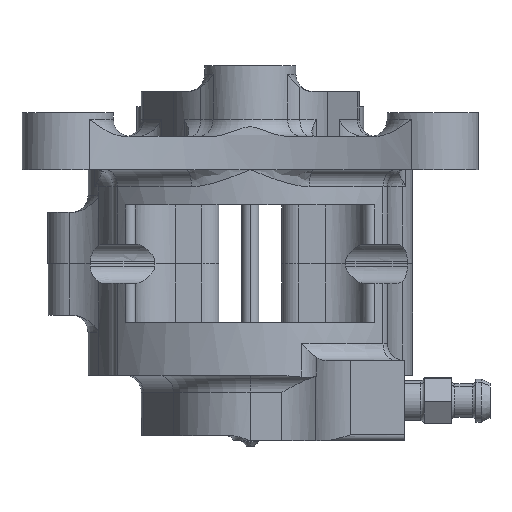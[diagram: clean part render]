
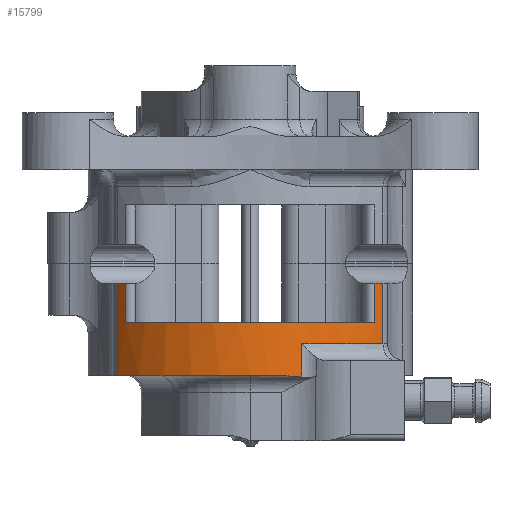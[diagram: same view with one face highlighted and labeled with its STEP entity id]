
A CAD part, front view. The second image highlights one B-rep face of the part: STEP entity #15799.
In plain terms, the highlighted cylindrical face has radius 31 mm (diameter 62 mm), a partial arc.
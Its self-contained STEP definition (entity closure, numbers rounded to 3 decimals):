
#142 = CIRCLE ( 'NONE', #18730, 31. ) ;
#221 = FACE_OUTER_BOUND ( 'NONE', #5627, .T. ) ;
#222 = CYLINDRICAL_SURFACE ( 'NONE', #18769, 31. ) ;
#1424 = LINE ( 'NONE', #10801, #1426 ) ;
#1426 = VECTOR ( 'NONE', #10802, 1000. ) ;
#1427 = LINE ( 'NONE', #10806, #1429 ) ;
#1428 = CIRCLE ( 'NONE', #19056, 31. ) ;
#1429 = VECTOR ( 'NONE', #10807, 1000. ) ;
#1430 = LINE ( 'NONE', #10811, #1432 ) ;
#1431 = CIRCLE ( 'NONE', #19057, 31. ) ;
#1432 = VECTOR ( 'NONE', #10812, 1000. ) ;
#1433 = LINE ( 'NONE', #10813, #1434 ) ;
#1434 = VECTOR ( 'NONE', #10814, 1000. ) ;
#1435 = LINE ( 'NONE', #10818, #1437 ) ;
#1436 = CIRCLE ( 'NONE', #19058, 31. ) ;
#1437 = VECTOR ( 'NONE', #10819, 1000. ) ;
#1439 = CIRCLE ( 'NONE', #19059, 31. ) ;
#4487 = DIRECTION ( 'NONE',  ( -1., 0., 0. ) ) ;
#4488 = CARTESIAN_POINT ( 'NONE',  ( 0., 13.5, 19.55 ) ) ;
#4489 = DIRECTION ( 'NONE',  ( 0., 0., -1. ) ) ;
#5627 = EDGE_LOOP ( 'NONE', ( #14583, #14585, #14584, #14554, #14553, #14551, #14552, #14548, #14547, #14544, #14542 ) ) ;
#10791 = CARTESIAN_POINT ( 'NONE',  ( 0., -17.5, 19.55 ) ) ;
#10792 = CARTESIAN_POINT ( 'NONE',  ( -0.765, -17.5, 19.55 ) ) ;
#10793 = CARTESIAN_POINT ( 'NONE',  ( -1.528, -17.472, 19.55 ) ) ;
#10794 = CARTESIAN_POINT ( 'NONE',  ( -3.047, -17.359, 19.553 ) ) ;
#10795 = CARTESIAN_POINT ( 'NONE',  ( -3.804, -17.275, 19.556 ) ) ;
#10796 = CARTESIAN_POINT ( 'NONE',  ( -5.313, -17.051, 19.582 ) ) ;
#10797 = CARTESIAN_POINT ( 'NONE',  ( -6.066, -16.91, 19.603 ) ) ;
#10798 = CARTESIAN_POINT ( 'NONE',  ( -7.553, -16.575, 19.691 ) ) ;
#10799 = CARTESIAN_POINT ( 'NONE',  ( -8.287, -16.381, 19.756 ) ) ;
#10800 = CARTESIAN_POINT ( 'NONE',  ( -9.008, -16.162, 19.865 ) ) ;
#10801 = CARTESIAN_POINT ( 'NONE',  ( -9.008, -16.162, 19.55 ) ) ;
#10802 = DIRECTION ( 'NONE',  ( 0., 0., -1. ) ) ;
#10803 = CARTESIAN_POINT ( 'NONE',  ( 0., 13.5, 13.98 ) ) ;
#10804 = DIRECTION ( 'NONE',  ( 0., 0., -1. ) ) ;
#10805 = DIRECTION ( 'NONE',  ( -1., 0., 0. ) ) ;
#10806 = CARTESIAN_POINT ( 'NONE',  ( -23.25, -7.005, 19.55 ) ) ;
#10807 = DIRECTION ( 'NONE',  ( 0., 0., -1. ) ) ;
#10808 = CARTESIAN_POINT ( 'NONE',  ( 0., 13.5, 3.4 ) ) ;
#10809 = DIRECTION ( 'NONE',  ( 0., 0., 1. ) ) ;
#10810 = DIRECTION ( 'NONE',  ( 1., 0., 0. ) ) ;
#10811 = CARTESIAN_POINT ( 'NONE',  ( -21.834, -8.506, 19.55 ) ) ;
#10812 = DIRECTION ( 'NONE',  ( 0., 0., 1. ) ) ;
#10813 = CARTESIAN_POINT ( 'NONE',  ( 21.834, -8.506, 19.55 ) ) ;
#10814 = DIRECTION ( 'NONE',  ( 0., 0., -1. ) ) ;
#10815 = CARTESIAN_POINT ( 'NONE',  ( 0., 13.5, 3.4 ) ) ;
#10816 = DIRECTION ( 'NONE',  ( 0., 0., 1. ) ) ;
#10817 = DIRECTION ( 'NONE',  ( 1., 0., 0. ) ) ;
#10818 = CARTESIAN_POINT ( 'NONE',  ( 23.25, -7.005, 19.55 ) ) ;
#10819 = DIRECTION ( 'NONE',  ( 0., 0., -1. ) ) ;
#10820 = CARTESIAN_POINT ( 'NONE',  ( 0., 13.5, 19.55 ) ) ;
#10821 = DIRECTION ( 'NONE',  ( 0., 0., 1. ) ) ;
#10822 = DIRECTION ( 'NONE',  ( 1., 0., 0. ) ) ;
#12629 = VERTEX_POINT ( 'NONE', #12968 ) ;
#12634 = VERTEX_POINT ( 'NONE', #12963 ) ;
#12635 = VERTEX_POINT ( 'NONE', #12962 ) ;
#12659 = VERTEX_POINT ( 'NONE', #12938 ) ;
#12676 = VERTEX_POINT ( 'NONE', #12921 ) ;
#12681 = VERTEX_POINT ( 'NONE', #12916 ) ;
#12683 = VERTEX_POINT ( 'NONE', #12914 ) ;
#12684 = VERTEX_POINT ( 'NONE', #12913 ) ;
#12686 = VERTEX_POINT ( 'NONE', #12911 ) ;
#12911 = CARTESIAN_POINT ( 'NONE',  ( -9.008, -16.162, 13.98 ) ) ;
#12913 = CARTESIAN_POINT ( 'NONE',  ( -21.834, -8.506, 3.4 ) ) ;
#12914 = CARTESIAN_POINT ( 'NONE',  ( 23.25, -7.005, 3.4 ) ) ;
#12916 = CARTESIAN_POINT ( 'NONE',  ( -9.008, -16.162, 19.865 ) ) ;
#12921 = CARTESIAN_POINT ( 'NONE',  ( -23.25, -7.005, 3.4 ) ) ;
#12938 = CARTESIAN_POINT ( 'NONE',  ( 21.834, -8.506, 3.4 ) ) ;
#12962 = CARTESIAN_POINT ( 'NONE',  ( 0., -17.5, 19.55 ) ) ;
#12963 = CARTESIAN_POINT ( 'NONE',  ( 23.25, -7.005, 19.55 ) ) ;
#12968 = CARTESIAN_POINT ( 'NONE',  ( -23.25, -7.005, 13.98 ) ) ;
#13298 = VERTEX_POINT ( 'NONE', #15188 ) ;
#13303 = VERTEX_POINT ( 'NONE', #15186 ) ;
#13313 = DIRECTION ( 'NONE',  ( 1., 0., 0. ) ) ;
#13314 = DIRECTION ( 'NONE',  ( 0., 0., 1. ) ) ;
#13315 = CARTESIAN_POINT ( 'NONE',  ( 0., 13.5, 10.3 ) ) ;
#14542 = ORIENTED_EDGE ( 'NONE', *, *, #16515, .F. ) ;
#14544 = ORIENTED_EDGE ( 'NONE', *, *, #16514, .F. ) ;
#14547 = ORIENTED_EDGE ( 'NONE', *, *, #16513, .T. ) ;
#14548 = ORIENTED_EDGE ( 'NONE', *, *, #16512, .T. ) ;
#14551 = ORIENTED_EDGE ( 'NONE', *, *, #16511, .T. ) ;
#14552 = ORIENTED_EDGE ( 'NONE', *, *, #15746, .T. ) ;
#14553 = ORIENTED_EDGE ( 'NONE', *, *, #16510, .T. ) ;
#14554 = ORIENTED_EDGE ( 'NONE', *, *, #16509, .T. ) ;
#14583 = ORIENTED_EDGE ( 'NONE', *, *, #16506, .T. ) ;
#14584 = ORIENTED_EDGE ( 'NONE', *, *, #16508, .T. ) ;
#14585 = ORIENTED_EDGE ( 'NONE', *, *, #16507, .T. ) ;
#15186 = CARTESIAN_POINT ( 'NONE',  ( 21.834, -8.506, 10.3 ) ) ;
#15188 = CARTESIAN_POINT ( 'NONE',  ( -21.834, -8.506, 10.3 ) ) ;
#15300 = B_SPLINE_CURVE_WITH_KNOTS ( 'NONE', 3,
 ( #10791, #10792, #10793, #10794, #10795, #10796, #10797, #10798, #10799, #10800 ),
 .UNSPECIFIED., .F., .F.,
 ( 4, 2, 2, 2, 4 ),
 ( 0., 0.002, 0.005, 0.007, 0.009 ),
 .UNSPECIFIED. ) ;
#15746 = EDGE_CURVE ( 'NONE', #13298, #13303, #142, .T. ) ;
#15799 = ADVANCED_FACE ( 'NONE', ( #221 ), #222, .T. ) ;
#16506 = EDGE_CURVE ( 'NONE', #12635, #12681, #15300, .T. ) ;
#16507 = EDGE_CURVE ( 'NONE', #12681, #12686, #1424, .T. ) ;
#16508 = EDGE_CURVE ( 'NONE', #12686, #12629, #1428, .T. ) ;
#16509 = EDGE_CURVE ( 'NONE', #12629, #12676, #1427, .T. ) ;
#16510 = EDGE_CURVE ( 'NONE', #12676, #12684, #1431, .T. ) ;
#16511 = EDGE_CURVE ( 'NONE', #12684, #13298, #1430, .T. ) ;
#16512 = EDGE_CURVE ( 'NONE', #13303, #12659, #1433, .T. ) ;
#16513 = EDGE_CURVE ( 'NONE', #12659, #12683, #1436, .T. ) ;
#16514 = EDGE_CURVE ( 'NONE', #12634, #12683, #1435, .T. ) ;
#16515 = EDGE_CURVE ( 'NONE', #12635, #12634, #1439, .T. ) ;
#18730 = AXIS2_PLACEMENT_3D ( 'NONE', #13315, #13314, #13313 ) ;
#18769 = AXIS2_PLACEMENT_3D ( 'NONE', #4488, #4489, #4487 ) ;
#19056 = AXIS2_PLACEMENT_3D ( 'NONE', #10803, #10804, #10805 ) ;
#19057 = AXIS2_PLACEMENT_3D ( 'NONE', #10808, #10809, #10810 ) ;
#19058 = AXIS2_PLACEMENT_3D ( 'NONE', #10815, #10816, #10817 ) ;
#19059 = AXIS2_PLACEMENT_3D ( 'NONE', #10820, #10821, #10822 ) ;
